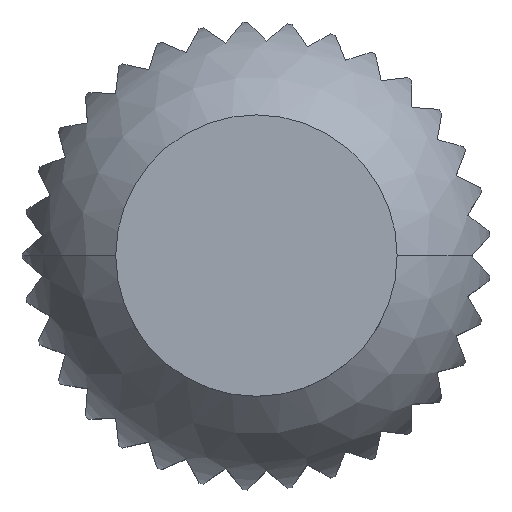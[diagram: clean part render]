
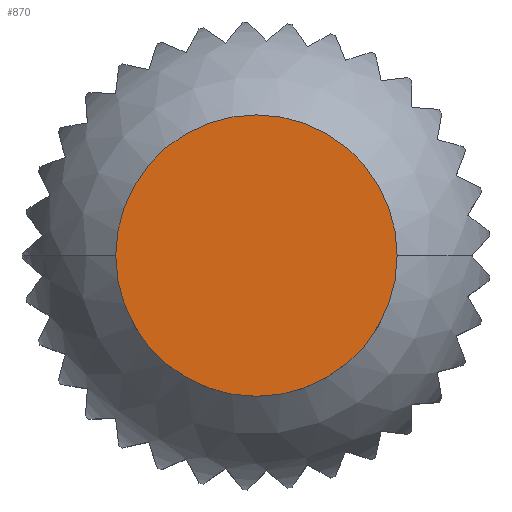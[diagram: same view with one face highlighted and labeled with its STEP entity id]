
A CAD part, top view. The second image highlights one B-rep face of the part: STEP entity #870.
In plain terms, the highlighted planar face has unit normal (0, 0, 1).
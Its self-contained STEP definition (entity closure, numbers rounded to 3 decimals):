
#556=EDGE_CURVE('',#784,#718,#1350,.T.);
#560=EDGE_CURVE('',#718,#784,#1355,.T.);
#718=VERTEX_POINT('',#1535);
#784=VERTEX_POINT('',#1607);
#870=ADVANCED_FACE('',(#1721),#1722,.T.);
#1350=CIRCLE('',#2296,7.5);
#1355=CIRCLE('',#2302,7.5);
#1535=CARTESIAN_POINT('',(7.5,0.,66.5));
#1607=CARTESIAN_POINT('',(-7.5,0.,66.5));
#1721=FACE_OUTER_BOUND('',#2774,.T.);
#1722=PLANE('',#2775);
#2296=AXIS2_PLACEMENT_3D('',#3412,#3413,#3414);
#2302=AXIS2_PLACEMENT_3D('',#3421,#3422,#3423);
#2774=EDGE_LOOP('',(#3886,#3887));
#2775=AXIS2_PLACEMENT_3D('',#3888,#3889,#3890);
#3412=CARTESIAN_POINT('',(0.,0.,66.5));
#3413=DIRECTION('',(0.0,0.0,1.0));
#3414=DIRECTION('',(1.0,0.,0.0));
#3421=CARTESIAN_POINT('',(0.,0.,66.5));
#3422=DIRECTION('',(0.0,0.0,1.0));
#3423=DIRECTION('',(1.0,0.,0.0));
#3886=ORIENTED_EDGE('',*,*,#560,.T.);
#3887=ORIENTED_EDGE('',*,*,#556,.T.);
#3888=CARTESIAN_POINT('',(3.75,0.,66.5));
#3889=DIRECTION('',(0.0,0.0,1.0));
#3890=DIRECTION('',(-1.0,0.,0.0));
